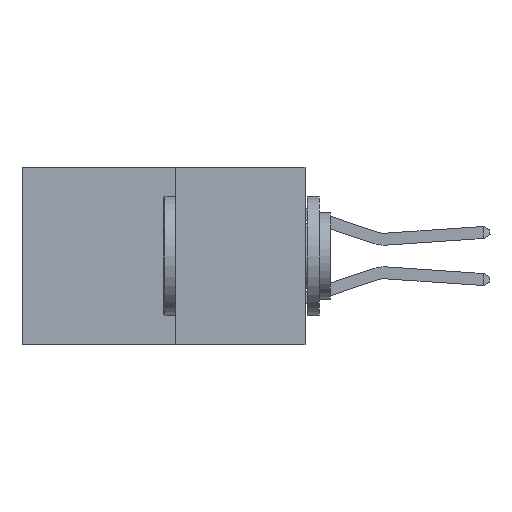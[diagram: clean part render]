
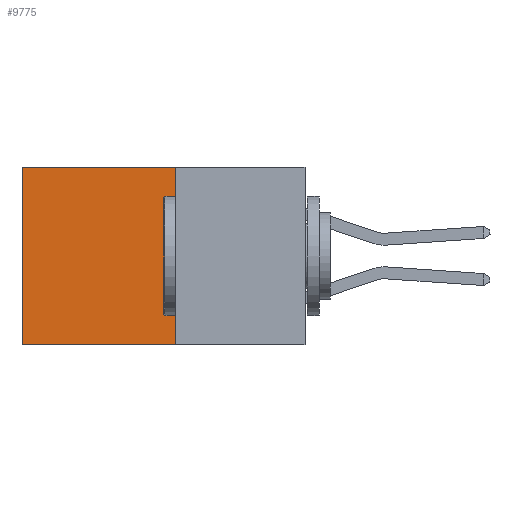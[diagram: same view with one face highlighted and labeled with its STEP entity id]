
A CAD part, left-side view. The second image highlights one B-rep face of the part: STEP entity #9775.
In plain terms, the highlighted planar face has unit normal (-1, 0, 0).
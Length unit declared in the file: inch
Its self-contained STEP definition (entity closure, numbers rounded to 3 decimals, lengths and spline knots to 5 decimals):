
#783 = LINE ( 'NONE', #7641, #13522 ) ;
#798 = VERTEX_POINT ( 'NONE', #9477 ) ;
#1206 = VECTOR ( 'NONE', #15937, 39.37008 ) ;
#1222 = EDGE_CURVE ( 'NONE', #21338, #14741, #13967, .T. ) ;
#2460 = DIRECTION ( 'NONE',  ( 0., 1., 0. ) ) ;
#2495 = CARTESIAN_POINT ( 'NONE',  ( 0.277, 0.27, -0.37 ) ) ;
#2896 = VECTOR ( 'NONE', #2460, 39.37008 ) ;
#4202 = DIRECTION ( 'NONE',  ( 0., 0., -1. ) ) ;
#4359 = CARTESIAN_POINT ( 'NONE',  ( 0.277, 0.59, 0. ) ) ;
#4814 = FACE_OUTER_BOUND ( 'NONE', #12077, .T. ) ;
#4962 = EDGE_CURVE ( 'NONE', #20573, #798, #16004, .T. ) ;
#7641 = CARTESIAN_POINT ( 'NONE',  ( 0.277, 0.27, 0. ) ) ;
#9477 = CARTESIAN_POINT ( 'NONE',  ( 0.277, 0.59, -0.37 ) ) ;
#9775 = ADVANCED_FACE ( 'NONE', ( #4814 ), #17424, .F. ) ;
#11548 = VECTOR ( 'NONE', #19532, 39.37008 ) ;
#12077 = EDGE_LOOP ( 'NONE', ( #17496, #13083, #17068, #20123 ) ) ;
#12402 = CARTESIAN_POINT ( 'NONE',  ( 0.277, 0.27, -0.37 ) ) ;
#12913 = CARTESIAN_POINT ( 'NONE',  ( 0.277, 0.27, 0. ) ) ;
#13083 = ORIENTED_EDGE ( 'NONE', *, *, #18060, .F. ) ;
#13522 = VECTOR ( 'NONE', #14234, 39.37008 ) ;
#13967 = LINE ( 'NONE', #15955, #1206 ) ;
#14133 = DIRECTION ( 'NONE',  ( 1., 0., 0. ) ) ;
#14234 = DIRECTION ( 'NONE',  ( 0., 1., 0. ) ) ;
#14619 = CARTESIAN_POINT ( 'NONE',  ( 0.277, 0.27, -0.37 ) ) ;
#14741 = VERTEX_POINT ( 'NONE', #14619 ) ;
#15937 = DIRECTION ( 'NONE',  ( 0., 0., -1. ) ) ;
#15955 = CARTESIAN_POINT ( 'NONE',  ( 0.277, 0.27, -0.37 ) ) ;
#16004 = LINE ( 'NONE', #19909, #11548 ) ;
#17068 = ORIENTED_EDGE ( 'NONE', *, *, #1222, .F. ) ;
#17424 = PLANE ( 'NONE',  #19782 ) ;
#17496 = ORIENTED_EDGE ( 'NONE', *, *, #4962, .T. ) ;
#18060 = EDGE_CURVE ( 'NONE', #14741, #798, #19502, .T. ) ;
#18145 = EDGE_CURVE ( 'NONE', #21338, #20573, #783, .T. ) ;
#19502 = LINE ( 'NONE', #12402, #2896 ) ;
#19532 = DIRECTION ( 'NONE',  ( 0., 0., -1. ) ) ;
#19782 = AXIS2_PLACEMENT_3D ( 'NONE', #2495, #14133, #4202 ) ;
#19909 = CARTESIAN_POINT ( 'NONE',  ( 0.277, 0.59, -0.37 ) ) ;
#20123 = ORIENTED_EDGE ( 'NONE', *, *, #18145, .T. ) ;
#20573 = VERTEX_POINT ( 'NONE', #4359 ) ;
#21338 = VERTEX_POINT ( 'NONE', #12913 ) ;
